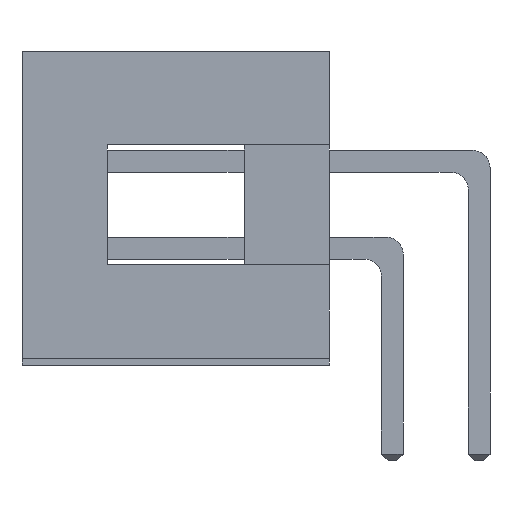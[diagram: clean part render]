
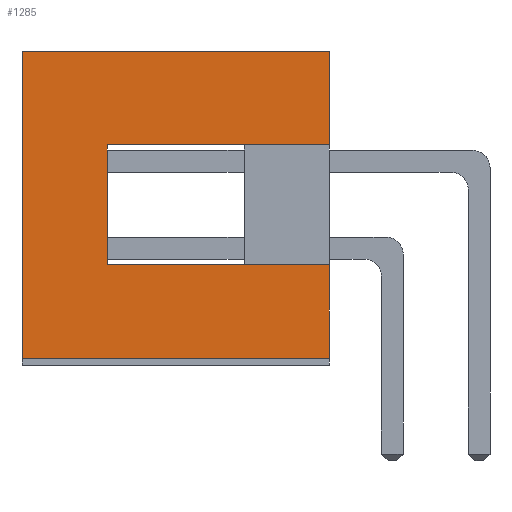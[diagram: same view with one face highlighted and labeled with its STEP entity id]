
A CAD part, front view. The second image highlights one B-rep face of the part: STEP entity #1285.
In plain terms, the highlighted planar face has unit normal (0, -1, 0).
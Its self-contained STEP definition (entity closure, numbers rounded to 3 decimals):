
#120 = VERTEX_POINT('',#121);
#121 = CARTESIAN_POINT('',(-12.225,-25.4,0.05));
#127 = EDGE_CURVE('',#120,#128,#130,.T.);
#128 = VERTEX_POINT('',#129);
#129 = CARTESIAN_POINT('',(-12.225,-25.4,9.05));
#130 = LINE('',#131,#132);
#131 = CARTESIAN_POINT('',(-12.225,-25.4,0.05));
#132 = VECTOR('',#133,1.);
#133 = DIRECTION('',(0.,0.,1.));
#284 = EDGE_CURVE('',#285,#128,#287,.T.);
#285 = VERTEX_POINT('',#286);
#286 = CARTESIAN_POINT('',(-3.225,-25.4,9.05));
#287 = LINE('',#288,#289);
#288 = CARTESIAN_POINT('',(-3.225,-25.4,9.05));
#289 = VECTOR('',#290,1.);
#290 = DIRECTION('',(-1.,0.,0.));
#436 = EDGE_CURVE('',#437,#285,#439,.T.);
#437 = VERTEX_POINT('',#438);
#438 = CARTESIAN_POINT('',(-3.225,-25.4,6.3));
#439 = LINE('',#440,#441);
#440 = CARTESIAN_POINT('',(-3.225,-25.4,0.05));
#441 = VECTOR('',#442,1.);
#442 = DIRECTION('',(0.,0.,1.));
#461 = VERTEX_POINT('',#462);
#462 = CARTESIAN_POINT('',(-3.225,-25.4,2.8));
#468 = EDGE_CURVE('',#469,#461,#471,.T.);
#469 = VERTEX_POINT('',#470);
#470 = CARTESIAN_POINT('',(-3.225,-25.4,0.05));
#471 = LINE('',#472,#473);
#472 = CARTESIAN_POINT('',(-3.225,-25.4,0.05));
#473 = VECTOR('',#474,1.);
#474 = DIRECTION('',(0.,0.,1.));
#1275 = EDGE_CURVE('',#469,#120,#1276,.T.);
#1276 = LINE('',#1277,#1278);
#1277 = CARTESIAN_POINT('',(-3.225,-25.4,0.05));
#1278 = VECTOR('',#1279,1.);
#1279 = DIRECTION('',(-1.,0.,0.));
#1285 = ADVANCED_FACE('',(#1286),#1315,.T.);
#1286 = FACE_BOUND('',#1287,.T.);
#1287 = EDGE_LOOP('',(#1288,#1289,#1290,#1291,#1299,#1307,#1313,#1314));
#1288 = ORIENTED_EDGE('',*,*,#127,.F.);
#1289 = ORIENTED_EDGE('',*,*,#1275,.F.);
#1290 = ORIENTED_EDGE('',*,*,#468,.T.);
#1291 = ORIENTED_EDGE('',*,*,#1292,.T.);
#1292 = EDGE_CURVE('',#461,#1293,#1295,.T.);
#1293 = VERTEX_POINT('',#1294);
#1294 = CARTESIAN_POINT('',(-9.725,-25.4,2.8));
#1295 = LINE('',#1296,#1297);
#1296 = CARTESIAN_POINT('',(-3.225,-25.4,2.8));
#1297 = VECTOR('',#1298,1.);
#1298 = DIRECTION('',(-1.,0.,0.));
#1299 = ORIENTED_EDGE('',*,*,#1300,.T.);
#1300 = EDGE_CURVE('',#1293,#1301,#1303,.T.);
#1301 = VERTEX_POINT('',#1302);
#1302 = CARTESIAN_POINT('',(-9.725,-25.4,6.3));
#1303 = LINE('',#1304,#1305);
#1304 = CARTESIAN_POINT('',(-9.725,-25.4,2.8));
#1305 = VECTOR('',#1306,1.);
#1306 = DIRECTION('',(0.,0.,1.));
#1307 = ORIENTED_EDGE('',*,*,#1308,.F.);
#1308 = EDGE_CURVE('',#437,#1301,#1309,.T.);
#1309 = LINE('',#1310,#1311);
#1310 = CARTESIAN_POINT('',(-3.225,-25.4,6.3));
#1311 = VECTOR('',#1312,1.);
#1312 = DIRECTION('',(-1.,0.,0.));
#1313 = ORIENTED_EDGE('',*,*,#436,.T.);
#1314 = ORIENTED_EDGE('',*,*,#284,.T.);
#1315 = PLANE('',#1316);
#1316 = AXIS2_PLACEMENT_3D('',#1317,#1318,#1319);
#1317 = CARTESIAN_POINT('',(-3.225,-25.4,0.05));
#1318 = DIRECTION('',(0.,-1.,0.));
#1319 = DIRECTION('',(-1.,0.,0.));
